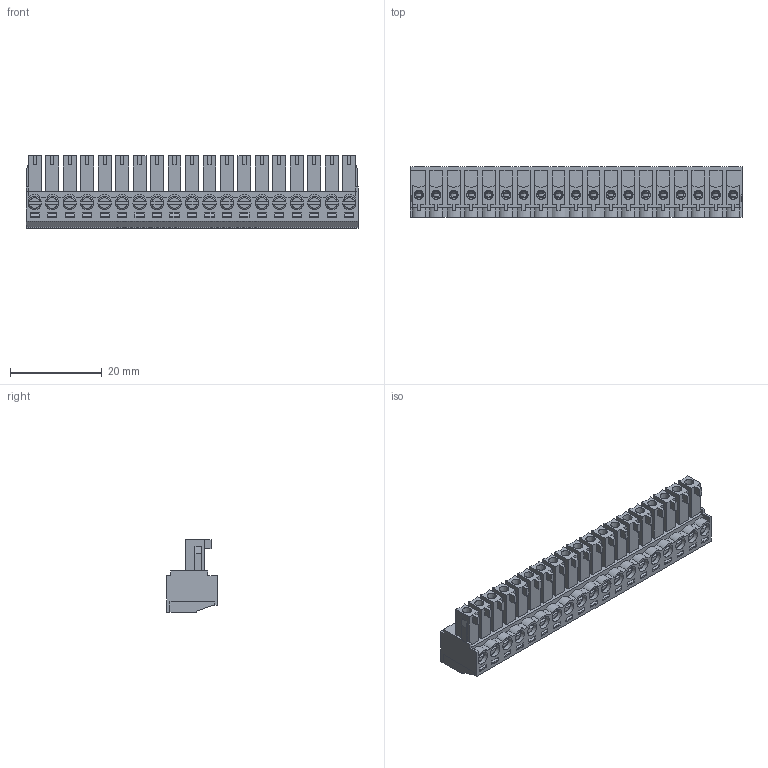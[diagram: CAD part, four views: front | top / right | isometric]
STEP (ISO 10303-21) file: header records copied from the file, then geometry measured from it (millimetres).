
FILE_DESCRIPTION( ( 'Unknown' ), '1' );
FILE_NAME( '691361300019.stp', 'Unknown', ( 'Unknown' ), ( 'Unknown' ), 'PSStep 14.0', 'Unknown', ' ' );
FILE_SCHEMA( ( 'AUTOMOTIVE_DESIGN { 1 0 10303 214 1 1 1 1 }' ) );
Length unit declared in the file: millimetre
Products named in the file (6): Assem1; 6913613000xx_PIN; 6913613000xx_VISSE; 6913613000xx_CAGE; 691361300019; 691361300019_CAPOT
Assembly tree (59 placements, depth 2):
  Assem1
    6913613000xx_PIN  x19
    6913613000xx_VISSE  x19
    6913613000xx_CAGE  x19
    691361300019
    691361300019_CAPOT
Bounding box: 72.39 x 11.1 x 15.8 mm (x, y, z)
Volume: 5279.2 mm3; surface area: 16972.7 mm2
Topology: 59 solids, 59 shells, 2827 faces, 7495 edges, 4898 vertices
Faces by surface type: plane 2200, cylinder 532, torus 57, cone 38
Full cylindrical faces by diameter (mm): 1.35 x19, 1.9 x38, 2 x19, 2.9 x38
Entity records: 56200 total; most frequent: CARTESIAN_POINT 7855, ORIENTED_EDGE 7552, DIRECTION 7050, EDGE_CURVE 3776, LINE 3488, VECTOR 3488, VERTEX_POINT 2538, EDGE_LOOP 1828
